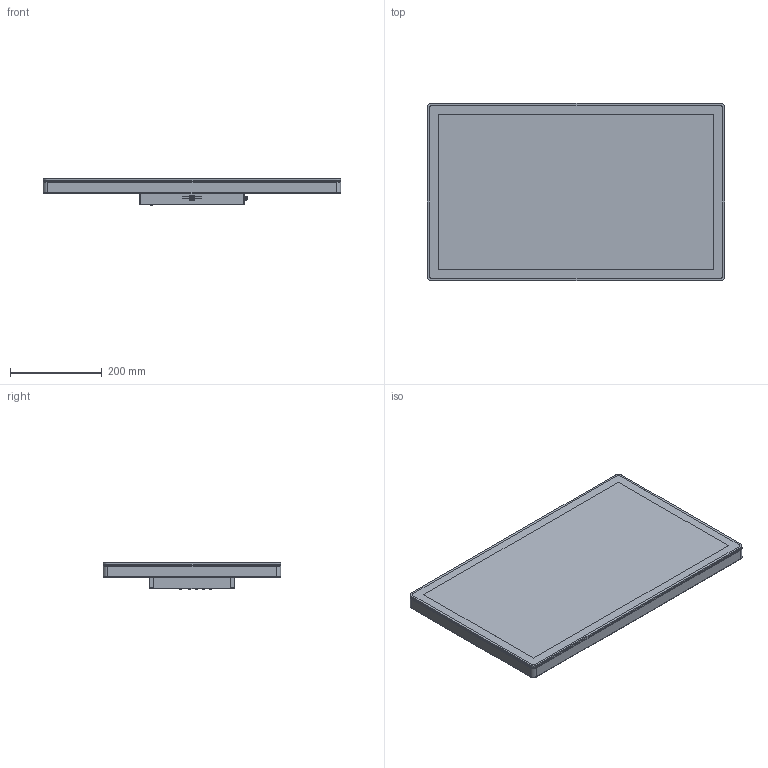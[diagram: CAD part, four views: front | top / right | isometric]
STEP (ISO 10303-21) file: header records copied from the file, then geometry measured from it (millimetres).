
FILE_DESCRIPTION (( 'STEP AP203' ), '1' );
FILE_NAME ('IDP31-270WP_w_ LED_assy_V2.STEP', '2021-01-26T02:12:40', ( '' ), ( '' ), 'SwSTEP 2.0', 'SolidWorks 2018', '' );
FILE_SCHEMA (( 'CONFIG_CONTROL_DESIGN' ));
Length unit declared in the file: millimetre
Products named in the file (1): IDP31-270WP_w_ LED_assy_V2
Bounding box: 647.6 x 386.15 x 57.58 mm (x, y, z)
Surface area: 1840700.4 mm2 (no closed solid volume)
Topology: 0 solids, 161 shells, 8035 faces, 21029 edges, 13818 vertices
Faces by surface type: plane 6267, cylinder 1392, bspline 137, cone 132, torus 106, sphere 1
Entity records: 259726 total; most frequent: CARTESIAN_POINT 60690, ORIENTED_EDGE 41988, DIRECTION 38628, EDGE_CURVE 21010, VECTOR 17518, LINE 17518, VERTEX_POINT 13816, AXIS2_PLACEMENT_3D 10555
